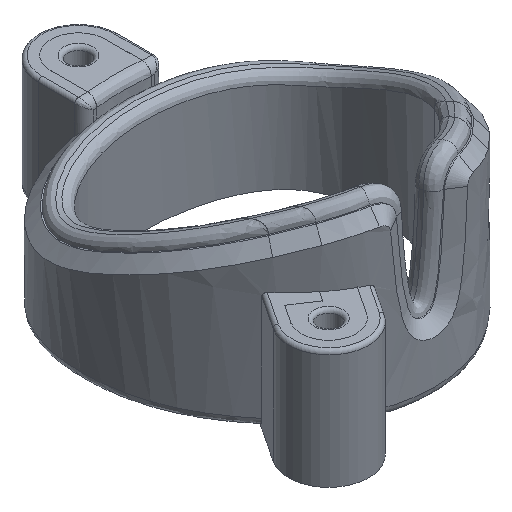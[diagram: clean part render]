
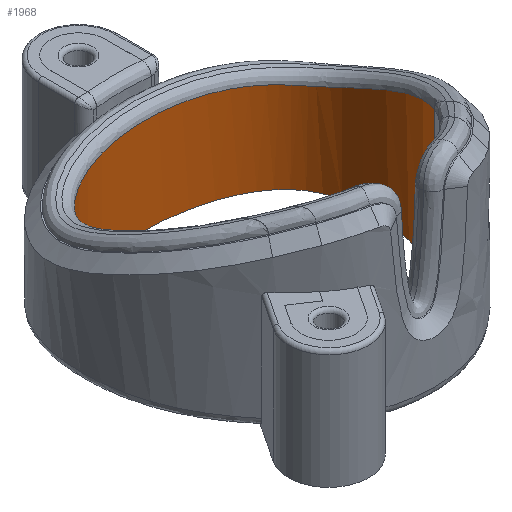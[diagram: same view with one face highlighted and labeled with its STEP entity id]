
A CAD part, isometric view. The second image highlights one B-rep face of the part: STEP entity #1968.
In plain terms, the highlighted free-form (B-spline) face has degree [3, 1] with [19, 2] control points.
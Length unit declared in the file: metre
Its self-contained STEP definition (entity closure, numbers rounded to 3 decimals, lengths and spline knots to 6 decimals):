
#250=B_SPLINE_CURVE_WITH_KNOTS('',3,(#4904,#4905,#4906,#4907,#4908,#4909,
#4910,#4911,#4912,#4913,#4914,#4915,#4916,#4917,#4918,#4919,#4920,#4921,
#4922,#4923,#4924,#4925,#4926,#4927,#4928,#4929),.UNSPECIFIED.,.F.,.F.,
(4,1,1,1,1,1,1,1,1,1,1,1,1,1,1,1,1,1,1,1,1,1,1,4),(0.,0.003997,
0.007994,0.009992,0.011991,0.013989,
0.015987,0.017986,0.019984,0.021983,
0.023981,0.027978,0.031975,0.035972,
0.039968,0.041967,0.043965,0.045964,
0.047962,0.049961,0.051959,0.055956,
0.059953,0.06395),.UNSPECIFIED.);
#251=B_SPLINE_CURVE_WITH_KNOTS('',3,(#4933,#4934,#4935,#4936,#4937,#4938,
#4939,#4940,#4941,#4942,#4943,#4944,#4945),.UNSPECIFIED.,.T.,.F.,(1,3,1,
1,1,1,1,1,1,1,1,3,1),(-0.120571,0.,0.120571,0.217595,
0.31462,0.418791,0.5,0.581209,0.68538,
0.782405,0.879429,1.,1.120571),.UNSPECIFIED.);
#694=ORIENTED_EDGE('',*,*,#1101,.F.);
#695=ORIENTED_EDGE('',*,*,#1102,.T.);
#696=ORIENTED_EDGE('',*,*,#1103,.T.);
#697=ORIENTED_EDGE('',*,*,#1104,.F.);
#1101=EDGE_CURVE('',#1326,#1327,#1463,.T.);
#1102=EDGE_CURVE('',#1326,#1328,#250,.T.);
#1103=EDGE_CURVE('',#1328,#1329,#1464,.T.);
#1104=EDGE_CURVE('',#1327,#1329,#251,.T.);
#1326=VERTEX_POINT('',#4902);
#1327=VERTEX_POINT('',#4903);
#1328=VERTEX_POINT('',#4930);
#1329=VERTEX_POINT('',#4932);
#1463=LINE('',#4901,#1569);
#1464=LINE('',#4931,#1570);
#1569=VECTOR('',#2418,1.);
#1570=VECTOR('',#2419,1.);
#1680=EDGE_LOOP('',(#694,#695,#696,#697));
#1809=FACE_BOUND('',#1680,.T.);
#1884=B_SPLINE_SURFACE_WITH_KNOTS('',3,1,((#4863,#4864),(#4865,#4866),(#4867,
#4868),(#4869,#4870),(#4871,#4872),(#4873,#4874),(#4875,#4876),(#4877,#4878),
(#4879,#4880),(#4881,#4882),(#4883,#4884),(#4885,#4886),(#4887,#4888),(#4889,
#4890),(#4891,#4892),(#4893,#4894),(#4895,#4896),(#4897,#4898),(#4899,#4900)),
 .SURF_OF_LINEAR_EXTRUSION.,.F.,.F.,.F.,(4,1,1,1,1,1,1,1,1,1,1,1,1,1,1,
1,4),(2,2),(0.671538,0.712596,0.753654,0.794712,
0.835769,0.876827,0.917885,0.958942,
1.,1.041058,1.082115,1.123173,1.164231,
1.205288,1.246346,1.287404,1.328462),(0.,
1.),.UNSPECIFIED.);
#1968=ADVANCED_FACE('',(#1809),#1884,.T.);
#2418=DIRECTION('',(0.,0.,-1.));
#2419=DIRECTION('',(0.,0.,-1.));
#4863=CARTESIAN_POINT('',(0.01114,-0.006796,0.016375));
#4864=CARTESIAN_POINT('',(0.01114,-0.006796,0.));
#4865=CARTESIAN_POINT('',(0.011841,-0.005747,0.016375));
#4866=CARTESIAN_POINT('',(0.011841,-0.005747,0.));
#4867=CARTESIAN_POINT('',(0.012993,-0.003619,0.016375));
#4868=CARTESIAN_POINT('',(0.012993,-0.003619,0.));
#4869=CARTESIAN_POINT('',(0.013943,-0.000378,0.016375));
#4870=CARTESIAN_POINT('',(0.013943,-0.000378,0.));
#4871=CARTESIAN_POINT('',(0.014238,0.003047,0.016375));
#4872=CARTESIAN_POINT('',(0.014238,0.003047,0.));
#4873=CARTESIAN_POINT('',(0.013812,0.006585,0.016375));
#4874=CARTESIAN_POINT('',(0.013812,0.006585,0.));
#4875=CARTESIAN_POINT('',(0.012225,0.009742,0.016375));
#4876=CARTESIAN_POINT('',(0.012225,0.009742,0.));
#4877=CARTESIAN_POINT('',(0.009055,0.012069,0.016375));
#4878=CARTESIAN_POINT('',(0.009055,0.012069,0.));
#4879=CARTESIAN_POINT('',(0.004796,0.0135,0.016375));
#4880=CARTESIAN_POINT('',(0.004796,0.0135,0.));
#4881=CARTESIAN_POINT('',(0.,0.013994,0.016375));
#4882=CARTESIAN_POINT('',(0.,0.013994,0.));
#4883=CARTESIAN_POINT('',(-0.004796,0.0135,0.016375));
#4884=CARTESIAN_POINT('',(-0.004796,0.0135,0.));
#4885=CARTESIAN_POINT('',(-0.009055,0.012069,0.016375));
#4886=CARTESIAN_POINT('',(-0.009055,0.012069,0.));
#4887=CARTESIAN_POINT('',(-0.012225,0.009742,0.016375));
#4888=CARTESIAN_POINT('',(-0.012225,0.009742,0.));
#4889=CARTESIAN_POINT('',(-0.013812,0.006585,0.016375));
#4890=CARTESIAN_POINT('',(-0.013812,0.006585,0.));
#4891=CARTESIAN_POINT('',(-0.014238,0.003047,0.016375));
#4892=CARTESIAN_POINT('',(-0.014238,0.003047,0.));
#4893=CARTESIAN_POINT('',(-0.013943,-0.000378,0.016375));
#4894=CARTESIAN_POINT('',(-0.013943,-0.000378,0.));
#4895=CARTESIAN_POINT('',(-0.012993,-0.003619,0.016375));
#4896=CARTESIAN_POINT('',(-0.012993,-0.003619,0.));
#4897=CARTESIAN_POINT('',(-0.011841,-0.005747,0.016375));
#4898=CARTESIAN_POINT('',(-0.011841,-0.005747,0.));
#4899=CARTESIAN_POINT('',(-0.01114,-0.006796,0.016375));
#4900=CARTESIAN_POINT('',(-0.01114,-0.006796,0.));
#4901=CARTESIAN_POINT('',(0.01114,-0.006796,0.022));
#4902=CARTESIAN_POINT('',(0.01114,-0.006796,0.016278));
#4903=CARTESIAN_POINT('',(0.01114,-0.006796,0.));
#4904=CARTESIAN_POINT('',(0.01114,-0.006796,0.016278));
#4905=CARTESIAN_POINT('',(0.011833,-0.005759,0.015807));
#4906=CARTESIAN_POINT('',(0.013016,-0.003589,0.014821));
#4907=CARTESIAN_POINT('',(0.013841,-0.000718,0.013503));
#4908=CARTESIAN_POINT('',(0.014114,0.001697,0.012389));
#4909=CARTESIAN_POINT('',(0.01414,0.003507,0.01158));
#4910=CARTESIAN_POINT('',(0.013952,0.005347,0.01082));
#4911=CARTESIAN_POINT('',(0.013462,0.007192,0.010201));
#4912=CARTESIAN_POINT('',(0.012559,0.008972,0.009892));
#4913=CARTESIAN_POINT('',(0.011206,0.010469,0.009952));
#4914=CARTESIAN_POINT('',(0.009573,0.0116,0.010105));
#4915=CARTESIAN_POINT('',(0.007168,0.012752,0.010291));
#4916=CARTESIAN_POINT('',(0.003973,0.013605,0.010436));
#4917=CARTESIAN_POINT('',(0.000012,0.01394,0.010488));
#4918=CARTESIAN_POINT('',(-0.003942,0.01361,0.010436));
#4919=CARTESIAN_POINT('',(-0.007148,0.012759,0.010293));
#4920=CARTESIAN_POINT('',(-0.009554,0.011612,0.010106));
#4921=CARTESIAN_POINT('',(-0.011191,0.010481,0.009954));
#4922=CARTESIAN_POINT('',(-0.012546,0.008991,0.009891));
#4923=CARTESIAN_POINT('',(-0.013455,0.007212,0.010195));
#4924=CARTESIAN_POINT('',(-0.013949,0.005362,0.010814));
#4925=CARTESIAN_POINT('',(-0.0142,0.002932,0.011818));
#4926=CARTESIAN_POINT('',(-0.014009,-0.000091,0.013216));
#4927=CARTESIAN_POINT('',(-0.013027,-0.003575,0.014814));
#4928=CARTESIAN_POINT('',(-0.011833,-0.005759,0.015807));
#4929=CARTESIAN_POINT('',(-0.01114,-0.006796,0.016278));
#4930=CARTESIAN_POINT('',(-0.01114,-0.006796,0.016278));
#4931=CARTESIAN_POINT('',(-0.01114,-0.006796,0.022));
#4932=CARTESIAN_POINT('',(-0.01114,-0.006796,0.));
#4933=CARTESIAN_POINT('',(0.,0.013829,0.));
#4934=CARTESIAN_POINT('',(-0.004695,0.013829,0.));
#4935=CARTESIAN_POINT('',(-0.013169,0.011272,0.));
#4936=CARTESIAN_POINT('',(-0.014694,0.001832,0.));
#4937=CARTESIAN_POINT('',(-0.012502,-0.005935,0.));
#4938=CARTESIAN_POINT('',(-0.005922,-0.013163,0.));
#4939=CARTESIAN_POINT('',(0.,-0.014482,0.));
#4940=CARTESIAN_POINT('',(0.005922,-0.013163,0.));
#4941=CARTESIAN_POINT('',(0.012502,-0.005935,0.));
#4942=CARTESIAN_POINT('',(0.014694,0.001832,0.));
#4943=CARTESIAN_POINT('',(0.013169,0.011272,0.));
#4944=CARTESIAN_POINT('',(0.004695,0.013829,0.));
#4945=CARTESIAN_POINT('',(0.,0.013829,0.));
